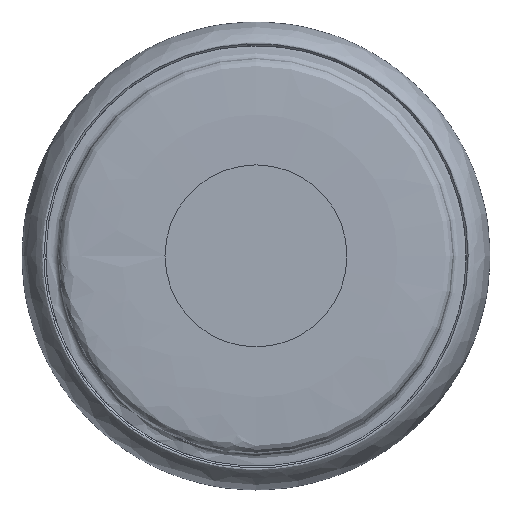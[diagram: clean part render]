
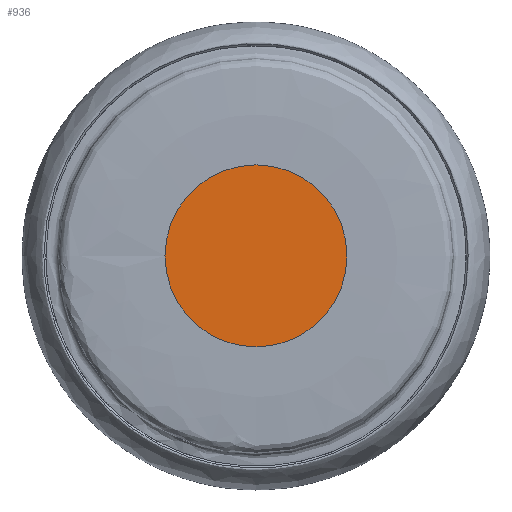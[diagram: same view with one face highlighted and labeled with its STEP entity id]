
A CAD part, top view. The second image highlights one B-rep face of the part: STEP entity #936.
In plain terms, the highlighted planar face has unit normal (0, 0, 1).
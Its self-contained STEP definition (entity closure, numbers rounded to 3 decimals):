
#263=FACE_OUTER_BOUND('',#299,.T.);
#299=EDGE_LOOP('',(#760));
#335=CIRCLE('',#1041,3.889);
#405=VERTEX_POINT('',#1725);
#578=EDGE_CURVE('',#405,#405,#335,.T.);
#760=ORIENTED_EDGE('',*,*,#578,.F.);
#930=PLANE('',#1044);
#936=ADVANCED_FACE('',(#263),#930,.T.);
#1041=AXIS2_PLACEMENT_3D('',#1726,#1126,#1127);
#1044=AXIS2_PLACEMENT_3D('',#2280,#1132,#1133);
#1126=DIRECTION('center_axis',(0.,0.,
-1.));
#1127=DIRECTION('ref_axis',(-0.814,-0.581,0.));
#1132=DIRECTION('center_axis',(0.,0.,1.));
#1133=DIRECTION('ref_axis',(-1.,0.,0.));
#1725=CARTESIAN_POINT('',(-3.889,0.,3.5));
#1726=CARTESIAN_POINT('Origin',(0.,0.,3.5));
#2280=CARTESIAN_POINT('Origin',(-3.967,3.967,3.5));
